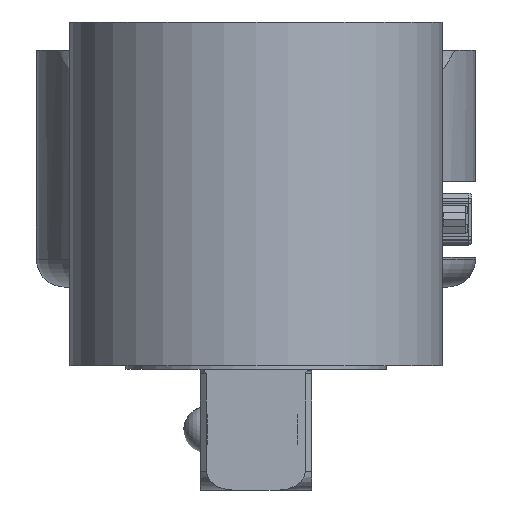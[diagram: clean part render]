
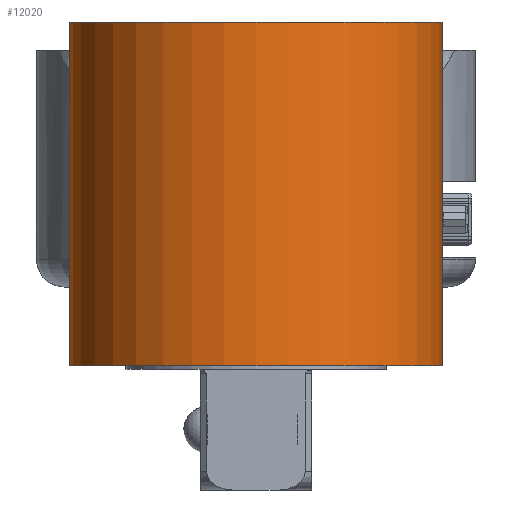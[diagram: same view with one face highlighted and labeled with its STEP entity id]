
A CAD part, left-side view. The second image highlights one B-rep face of the part: STEP entity #12020.
In plain terms, the highlighted cylindrical face has radius 31.75 mm (diameter 63.5 mm), a partial arc.
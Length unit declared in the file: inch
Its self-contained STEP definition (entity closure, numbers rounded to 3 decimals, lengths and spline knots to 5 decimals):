
#11935=CARTESIAN_POINT('',(135.49656,109.19188,16.79215));
#11936=VERTEX_POINT('',#11935);
#11937=CARTESIAN_POINT('',(135.49656,111.69188,16.79215));
#11938=VERTEX_POINT('',#11937);
#11939=CARTESIAN_POINT('',(135.49656,110.44188,16.79215));
#11940=DIRECTION('',(0.0,0.0,-1.0));
#11941=DIRECTION('',(-1.0,0.0,0.0));
#11942=AXIS2_PLACEMENT_3D('',#11939,#11940,#11941);
#11943=CIRCLE('',#11942,1.25);
#11944=EDGE_CURVE('',#11936,#11938,#11943,.T.);
#11989=CARTESIAN_POINT('',(135.49656,110.44188,16.79215));
#11990=DIRECTION('',(0.,0.,1.0));
#11991=DIRECTION('',(-1.0,0.0,0.0));
#11992=AXIS2_PLACEMENT_3D('',#11989,#11990,#11991);
#11993=CYLINDRICAL_SURFACE('',#11992,1.25);
#11994=CARTESIAN_POINT('',(135.49656,109.19188,19.10215));
#11995=VERTEX_POINT('',#11994);
#11996=CARTESIAN_POINT('',(135.49656,109.19188,16.79215));
#11997=DIRECTION('',(0.0,0.0,1.0));
#11998=VECTOR('',#11997,2.31);
#11999=LINE('',#11996,#11998);
#12000=EDGE_CURVE('',#11936,#11995,#11999,.T.);
#12001=ORIENTED_EDGE('',*,*,#12000,.T.);
#12002=CARTESIAN_POINT('',(135.49656,111.69188,19.10215));
#12003=VERTEX_POINT('',#12002);
#12004=CARTESIAN_POINT('',(135.49656,110.44188,19.10215));
#12005=DIRECTION('',(0.0,0.0,-1.0));
#12006=DIRECTION('',(-1.0,0.0,0.0));
#12007=AXIS2_PLACEMENT_3D('',#12004,#12005,#12006);
#12008=CIRCLE('',#12007,1.25);
#12009=EDGE_CURVE('',#11995,#12003,#12008,.T.);
#12010=ORIENTED_EDGE('',*,*,#12009,.T.);
#12011=CARTESIAN_POINT('',(135.49656,111.69188,19.10215));
#12012=DIRECTION('',(0.0,0.0,-1.0));
#12013=VECTOR('',#12012,2.31);
#12014=LINE('',#12011,#12013);
#12015=EDGE_CURVE('',#12003,#11938,#12014,.T.);
#12016=ORIENTED_EDGE('',*,*,#12015,.T.);
#12017=ORIENTED_EDGE('',*,*,#11944,.F.);
#12018=EDGE_LOOP('',(#12001,#12010,#12016,#12017));
#12019=FACE_OUTER_BOUND('',#12018,.T.);
#12020=ADVANCED_FACE('',(#12019),#11993,.T.);
